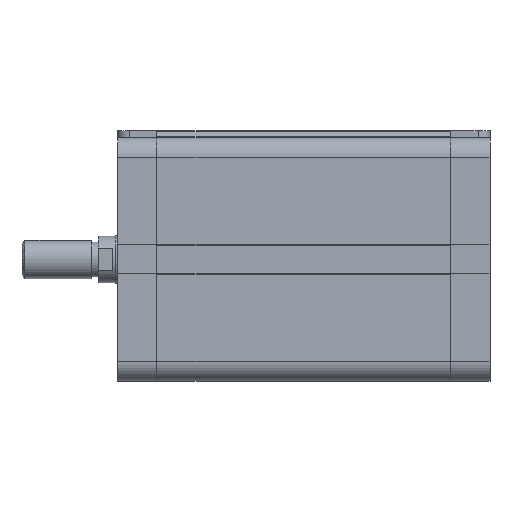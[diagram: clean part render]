
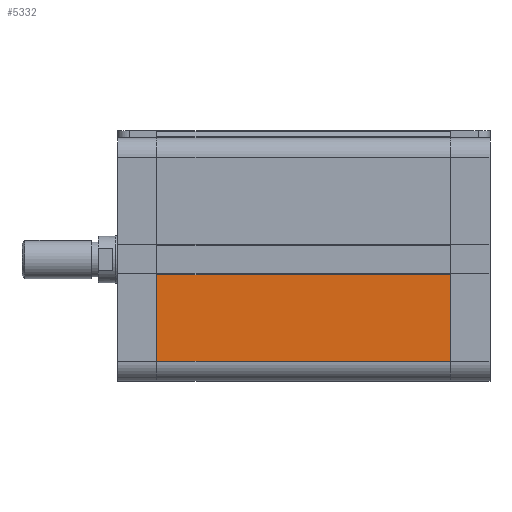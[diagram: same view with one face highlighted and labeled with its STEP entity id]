
A CAD part, top view. The second image highlights one B-rep face of the part: STEP entity #5332.
In plain terms, the highlighted planar face has unit normal (0, 0, 1).
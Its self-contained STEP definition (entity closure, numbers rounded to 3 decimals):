
#1304=ORIENTED_EDGE('',*,*,#2133,.T.);
#1305=ORIENTED_EDGE('',*,*,#2462,.F.);
#1306=ORIENTED_EDGE('',*,*,#2286,.F.);
#1307=ORIENTED_EDGE('',*,*,#2463,.T.);
#2133=EDGE_CURVE('',#2857,#2858,#3354,.T.);
#2286=EDGE_CURVE('',#3010,#3011,#3426,.T.);
#2462=EDGE_CURVE('',#3011,#2858,#3553,.T.);
#2463=EDGE_CURVE('',#3010,#2857,#3554,.T.);
#2857=VERTEX_POINT('',#8165);
#2858=VERTEX_POINT('',#8166);
#3010=VERTEX_POINT('',#8472);
#3011=VERTEX_POINT('',#8473);
#3354=LINE('',#8164,#3860);
#3426=LINE('',#8471,#3932);
#3553=LINE('',#8825,#4059);
#3554=LINE('',#8826,#4060);
#3860=VECTOR('',#6522,1000.);
#3932=VECTOR('',#6758,1000.);
#4059=VECTOR('',#7137,1000.);
#4060=VECTOR('',#7138,1000.);
#4437=EDGE_LOOP('',(#1304,#1305,#1306,#1307));
#4827=FACE_BOUND('',#4437,.T.);
#5096=PLANE('',#5906);
#5332=ADVANCED_FACE('',(#4827),#5096,.F.);
#5906=AXIS2_PLACEMENT_3D('',#8824,#7135,#7136);
#6522=DIRECTION('',(0.,-1.,0.));
#6758=DIRECTION('',(0.,-1.,0.));
#7135=DIRECTION('',(0.,0.,-1.));
#7136=DIRECTION('',(-1.,0.,0.));
#7137=DIRECTION('',(-1.,0.,0.));
#7138=DIRECTION('',(-1.,0.,0.));
#8164=CARTESIAN_POINT('',(-20.,44.838,102.));
#8165=CARTESIAN_POINT('',(-20.,44.838,102.));
#8166=CARTESIAN_POINT('',(-20.,8.488,102.));
#8471=CARTESIAN_POINT('',(103.,44.838,102.));
#8472=CARTESIAN_POINT('',(103.,44.838,102.));
#8473=CARTESIAN_POINT('',(103.,8.488,102.));
#8824=CARTESIAN_POINT('',(103.,44.838,102.));
#8825=CARTESIAN_POINT('',(103.,8.488,102.));
#8826=CARTESIAN_POINT('',(103.,44.838,102.));
